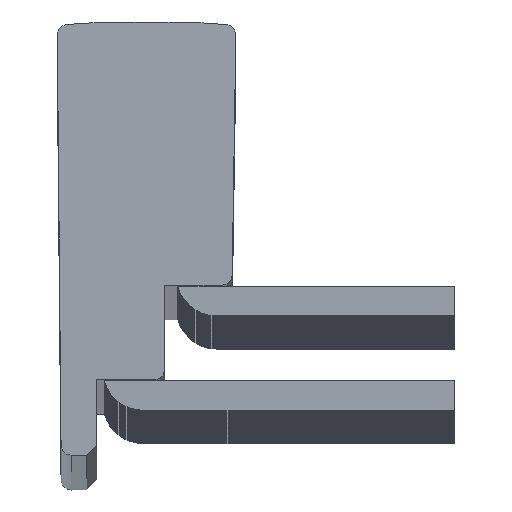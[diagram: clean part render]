
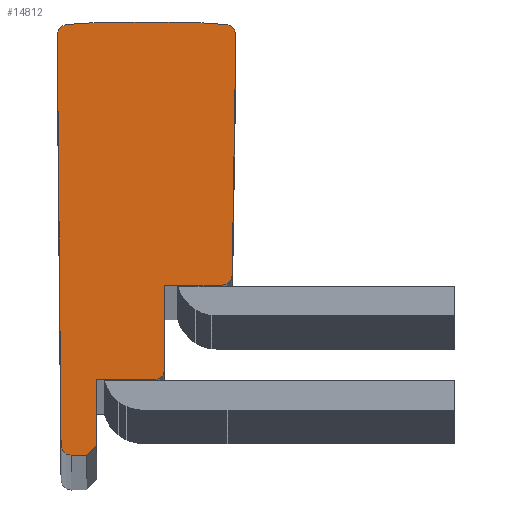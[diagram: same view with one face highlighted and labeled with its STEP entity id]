
A CAD part, top view. The second image highlights one B-rep face of the part: STEP entity #14812.
In plain terms, the highlighted planar face has unit normal (0, 0, 1).
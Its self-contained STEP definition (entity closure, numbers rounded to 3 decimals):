
#3614=DIRECTION('',(-1.,0.,0.));
#3615=VECTOR('',#3614,2.935);
#3616=CARTESIAN_POINT('',(0.365,-9.83,500.));
#3617=LINE('',#3616,#3615);
#3618=DIRECTION('',(0.009,-1.,0.));
#3619=VECTOR('',#3618,3.284);
#3620=CARTESIAN_POINT('',(-2.57,-9.83,500.));
#3621=LINE('',#3620,#3619);
#3622=CARTESIAN_POINT('',(-2.54,-13.114,500.));
#3623=CARTESIAN_POINT('',(-2.54,-13.206,500.));
#3624=CARTESIAN_POINT('',(-2.583,-13.365,500.));
#3625=CARTESIAN_POINT('',(-2.759,-13.557,500.));
#3626=CARTESIAN_POINT('',(-2.932,-13.616,500.));
#3627=CARTESIAN_POINT('',(-3.035,-13.617,500.));
#3629=CARTESIAN_POINT('',(-3.84,-13.125,500.));
#3630=DIRECTION('',(0.,0.,-1.));
#3631=DIRECTION('',(0.01,-1.,0.));
#3632=AXIS2_PLACEMENT_3D('',#3629,#3630,#3631);
#3634=CARTESIAN_POINT('',(-4.029,7.557,500.));
#3635=DIRECTION('',(0.,0.,-1.));
#3636=DIRECTION('',(-1.,-0.01,0.));
#3637=AXIS2_PLACEMENT_3D('',#3634,#3635,#3636);
#3639=CARTESIAN_POINT('',(-1.053,-27.306,500.));
#3640=DIRECTION('',(0.,0.,-1.));
#3641=DIRECTION('',(-0.085,0.996,0.));
#3642=AXIS2_PLACEMENT_3D('',#3639,#3640,#3641);
#3644=CARTESIAN_POINT('',(0.952,-27.306,500.));
#3645=DIRECTION('',(0.,0.,-1.));
#3646=DIRECTION('',(-0.028,1.,0.));
#3647=AXIS2_PLACEMENT_3D('',#3644,#3645,#3646);
#3649=CARTESIAN_POINT('',(3.955,7.555,500.));
#3650=DIRECTION('',(0.,0.,-1.));
#3651=DIRECTION('',(0.086,0.996,0.));
#3652=AXIS2_PLACEMENT_3D('',#3649,#3650,#3651);
#3654=CARTESIAN_POINT('',(3.773,-4.562,500.));
#3655=DIRECTION('',(0.,0.,-1.));
#3656=DIRECTION('',(1.,-0.015,0.));
#3657=AXIS2_PLACEMENT_3D('',#3654,#3655,#3656);
#3659=CARTESIAN_POINT('',(0.365,-9.33,500.));
#3660=DIRECTION('',(0.,0.,-1.));
#3661=DIRECTION('',(1.,0.,0.));
#3662=AXIS2_PLACEMENT_3D('',#3659,#3660,#3661);
#3672=DIRECTION('',(1.,0.01,0.));
#3673=VECTOR('',#3672,0.8);
#3674=CARTESIAN_POINT('',(-3.835,-13.625,500.));
#3675=LINE('',#3674,#3673);
#3688=DIRECTION('',(0.009,-1.,0.));
#3689=VECTOR('',#3688,20.683);
#3690=CARTESIAN_POINT('',(-4.529,7.552,500.));
#3691=LINE('',#3690,#3689);
#3716=DIRECTION('',(0.015,1.,0.));
#3717=VECTOR('',#3716,12.118);
#3718=CARTESIAN_POINT('',(4.273,-4.57,500.));
#3719=LINE('',#3718,#3717);
#4837=DIRECTION('',(1.,0.,0.));
#4838=VECTOR('',#4837,2.908);
#4839=CARTESIAN_POINT('',(0.865,-5.062,500.));
#4840=LINE('',#4839,#4838);
#7312=DIRECTION('',(0.,1.,0.));
#7313=VECTOR('',#7312,4.268);
#7314=CARTESIAN_POINT('',(0.865,-9.33,500.));
#7315=LINE('',#7314,#7313);
#7378=CARTESIAN_POINT('',(-2.57,-9.83,500.));
#7379=VERTEX_POINT('',#7378);
#7380=CARTESIAN_POINT('',(-2.54,-13.114,500.));
#7381=VERTEX_POINT('',#7380);
#7382=CARTESIAN_POINT('',(0.365,-9.83,500.));
#7383=VERTEX_POINT('',#7382);
#7384=VERTEX_POINT('',#3627);
#7385=CARTESIAN_POINT('',(-3.835,-13.625,500.));
#7386=VERTEX_POINT('',#7385);
#7387=CARTESIAN_POINT('',(-4.34,-13.13,500.));
#7388=VERTEX_POINT('',#7387);
#7389=CARTESIAN_POINT('',(-4.529,7.552,500.));
#7390=VERTEX_POINT('',#7389);
#7391=CARTESIAN_POINT('',(-4.072,8.055,500.));
#7392=VERTEX_POINT('',#7391);
#7393=CARTESIAN_POINT('',(-0.05,8.17,500.));
#7394=VERTEX_POINT('',#7393);
#7395=CARTESIAN_POINT('',(3.998,8.053,500.));
#7396=VERTEX_POINT('',#7395);
#7397=CARTESIAN_POINT('',(4.455,7.547,500.));
#7398=VERTEX_POINT('',#7397);
#7399=CARTESIAN_POINT('',(4.273,-4.57,500.));
#7400=VERTEX_POINT('',#7399);
#7401=CARTESIAN_POINT('',(3.773,-5.062,500.));
#7402=VERTEX_POINT('',#7401);
#7403=CARTESIAN_POINT('',(0.865,-9.33,500.));
#7404=CARTESIAN_POINT('',(0.865,-5.062,500.));
#7405=VERTEX_POINT('',#7403);
#7406=VERTEX_POINT('',#7404);
#14778=CARTESIAN_POINT('',(-0.037,-2.721,500.));
#14779=DIRECTION('',(0.,0.,1.));
#14780=DIRECTION('',(1.,0.,0.));
#14781=AXIS2_PLACEMENT_3D('',#14778,#14779,#14780);
#14782=PLANE('',#14781);
#14783=ORIENTED_EDGE('',*,*,#10059,.T.);
#14784=ORIENTED_EDGE('',*,*,#9615,.T.);
#14786=ORIENTED_EDGE('',*,*,#14785,.T.);
#14788=ORIENTED_EDGE('',*,*,#14787,.F.);
#14790=ORIENTED_EDGE('',*,*,#14789,.T.);
#14792=ORIENTED_EDGE('',*,*,#14791,.F.);
#14794=ORIENTED_EDGE('',*,*,#14793,.T.);
#14796=ORIENTED_EDGE('',*,*,#14795,.T.);
#14798=ORIENTED_EDGE('',*,*,#14797,.T.);
#14800=ORIENTED_EDGE('',*,*,#14799,.T.);
#14802=ORIENTED_EDGE('',*,*,#14801,.F.);
#14804=ORIENTED_EDGE('',*,*,#14803,.T.);
#14806=ORIENTED_EDGE('',*,*,#14805,.F.);
#14808=ORIENTED_EDGE('',*,*,#14807,.F.);
#14809=ORIENTED_EDGE('',*,*,#10264,.T.);
#14810=EDGE_LOOP('',(#14783,#14784,#14786,#14788,#14790,#14792,#14794,#14796,
#14798,#14800,#14802,#14804,#14806,#14808,#14809));
#14811=FACE_OUTER_BOUND('',#14810,.F.);
#3628=B_SPLINE_CURVE_WITH_KNOTS('',3,(#3622,#3623,#3624,#3625,#3626,#3627),
.UNSPECIFIED.,.F.,.F.,(4,1,1,4),(0.,0.333,0.667,1.),
.UNSPECIFIED.);
#3633=CIRCLE('',#3632,0.5);
#3638=CIRCLE('',#3637,0.5);
#3643=CIRCLE('',#3642,35.49);
#3648=CIRCLE('',#3647,35.49);
#3653=CIRCLE('',#3652,0.5);
#3658=CIRCLE('',#3657,0.5);
#3663=CIRCLE('',#3662,0.5);
#9615=EDGE_CURVE('',#7379,#7381,#3621,.T.);
#10059=EDGE_CURVE('',#7383,#7379,#3617,.T.);
#10264=EDGE_CURVE('',#7405,#7383,#3663,.T.);
#14785=EDGE_CURVE('',#7381,#7384,#3628,.T.);
#14787=EDGE_CURVE('',#7386,#7384,#3675,.T.);
#14789=EDGE_CURVE('',#7386,#7388,#3633,.T.);
#14791=EDGE_CURVE('',#7390,#7388,#3691,.T.);
#14793=EDGE_CURVE('',#7390,#7392,#3638,.T.);
#14795=EDGE_CURVE('',#7392,#7394,#3643,.T.);
#14797=EDGE_CURVE('',#7394,#7396,#3648,.T.);
#14799=EDGE_CURVE('',#7396,#7398,#3653,.T.);
#14801=EDGE_CURVE('',#7400,#7398,#3719,.T.);
#14803=EDGE_CURVE('',#7400,#7402,#3658,.T.);
#14805=EDGE_CURVE('',#7406,#7402,#4840,.T.);
#14807=EDGE_CURVE('',#7405,#7406,#7315,.T.);
#14812=ADVANCED_FACE('',(#14811),#14782,.T.);
